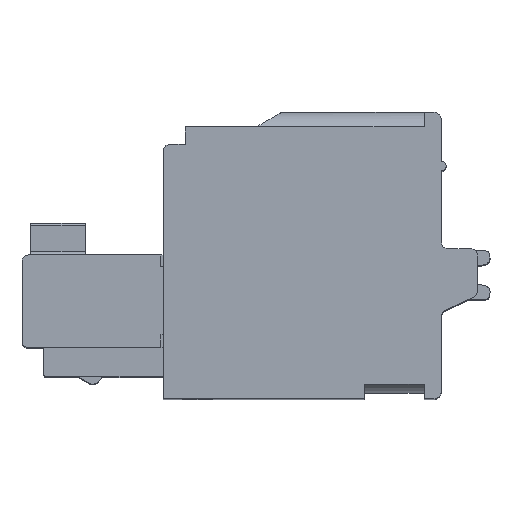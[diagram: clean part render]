
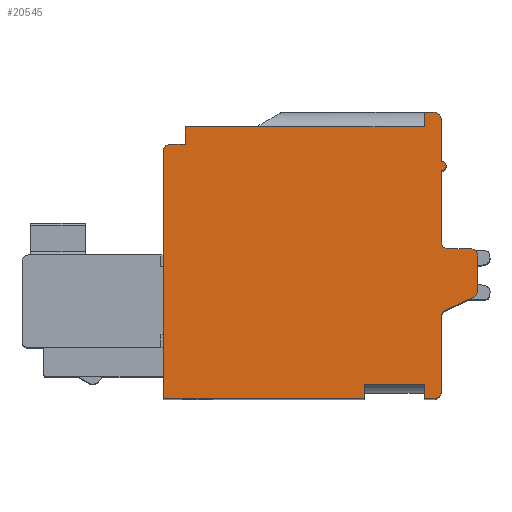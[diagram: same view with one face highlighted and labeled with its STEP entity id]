
A CAD part, top view. The second image highlights one B-rep face of the part: STEP entity #20545.
In plain terms, the highlighted planar face has unit normal (0, 0, 1).
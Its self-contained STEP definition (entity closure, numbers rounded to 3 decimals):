
#1089=DIRECTION('',(0.,-1.,0.));
#1090=VECTOR('',#1089,0.7);
#1091=CARTESIAN_POINT('',(-9.8,11.15,0.));
#1092=LINE('',#1091,#1090);
#1161=DIRECTION('',(-1.,0.,0.));
#1162=VECTOR('',#1161,9.8);
#1163=CARTESIAN_POINT('',(0.,11.15,0.));
#1164=LINE('',#1163,#1162);
#1735=CARTESIAN_POINT('',(0.7,9.55,0.));
#1736=DIRECTION('',(0.,0.,1.));
#1737=DIRECTION('',(0.,-1.,0.));
#1738=AXIS2_PLACEMENT_3D('',#1735,#1736,#1737);
#1817=DIRECTION('',(0.,1.,0.));
#1818=VECTOR('',#1817,2.9);
#1819=CARTESIAN_POINT('',(0.7,6.45,
0.));
#1820=LINE('',#1819,#1818);
#1997=DIRECTION('',(0.,1.,0.));
#1998=VECTOR('',#1997,3.059);
#1999=CARTESIAN_POINT('',(0.7,0.3,0.));
#2000=LINE('',#1999,#1998);
#3106=DIRECTION('',(0.,-1.,0.));
#3107=VECTOR('',#3106,0.6);
#3108=CARTESIAN_POINT('',(0.,0.6,0.));
#3109=LINE('',#3108,#3107);
#4947=DIRECTION('',(0.,1.,0.));
#4948=VECTOR('',#4947,10.15);
#4949=CARTESIAN_POINT('',(-10.7,0.,0.));
#4950=LINE('',#4949,#4948);
#4951=CARTESIAN_POINT('',(-10.4,10.15,0.));
#4952=DIRECTION('',(0.,0.,-1.));
#4953=DIRECTION('',(-1.,0.,0.));
#4954=AXIS2_PLACEMENT_3D('',#4951,#4952,#4953);
#4956=DIRECTION('',(1.,0.,0.));
#4957=VECTOR('',#4956,0.6);
#4958=CARTESIAN_POINT('',(-10.4,10.45,0.));
#4959=LINE('',#4958,#4957);
#4960=DIRECTION('',(1.,0.,0.));
#4961=VECTOR('',#4960,0.4);
#4962=CARTESIAN_POINT('',(0.,11.75,0.));
#4963=LINE('',#4962,#4961);
#4964=CARTESIAN_POINT('',(0.4,11.45,0.));
#4965=DIRECTION('',(0.,0.,-1.));
#4966=DIRECTION('',(0.,1.,0.));
#4967=AXIS2_PLACEMENT_3D('',#4964,#4965,#4966);
#4969=DIRECTION('',(0.,-1.,0.));
#4970=VECTOR('',#4969,1.7);
#4971=CARTESIAN_POINT('',(0.7,11.45,0.));
#4972=LINE('',#4971,#4970);
#4973=CARTESIAN_POINT('',(1.,6.45,0.));
#4974=DIRECTION('',(0.,0.,1.));
#4975=DIRECTION('',(-1.,0.,0.));
#4976=AXIS2_PLACEMENT_3D('',#4973,#4974,#4975);
#4978=DIRECTION('',(1.,0.,0.));
#4979=VECTOR('',#4978,0.9);
#4980=CARTESIAN_POINT('',(1.,6.15,0.));
#4981=LINE('',#4980,#4979);
#4982=CARTESIAN_POINT('',(1.9,5.85,0.));
#4983=DIRECTION('',(0.,0.,-1.));
#4984=DIRECTION('',(0.,1.,0.));
#4985=AXIS2_PLACEMENT_3D('',#4982,#4983,#4984);
#4987=DIRECTION('',(0.,-1.,0.));
#4988=VECTOR('',#4987,1.409);
#4989=CARTESIAN_POINT('',(2.2,5.85,0.));
#4990=LINE('',#4989,#4988);
#4991=CARTESIAN_POINT('',(1.9,4.441,0.));
#4992=DIRECTION('',(0.,0.,-1.));
#4993=DIRECTION('',(1.,0.,0.));
#4994=AXIS2_PLACEMENT_3D('',#4991,#4992,#4993);
#4996=DIRECTION('',(-0.906,-0.423,0.));
#4997=VECTOR('',#4996,1.273);
#4998=CARTESIAN_POINT('',(2.027,4.169,
0.));
#4999=LINE('',#4998,#4997);
#5000=CARTESIAN_POINT('',(1.,3.359,
0.));
#5001=DIRECTION('',(0.,0.,1.));
#5002=DIRECTION('',(-0.423,0.906,0.));
#5003=AXIS2_PLACEMENT_3D('',#5000,#5001,#5002);
#5005=CARTESIAN_POINT('',(0.4,0.3,0.));
#5006=DIRECTION('',(0.,0.,-1.));
#5007=DIRECTION('',(1.,0.,0.));
#5008=AXIS2_PLACEMENT_3D('',#5005,#5006,#5007);
#5010=DIRECTION('',(-1.,0.,0.));
#5011=VECTOR('',#5010,0.4);
#5012=CARTESIAN_POINT('',(0.4,0.,
0.));
#5013=LINE('',#5012,#5011);
#5014=DIRECTION('',(0.,-1.,0.));
#5015=VECTOR('',#5014,0.6);
#5016=CARTESIAN_POINT('',(-2.45,0.6,0.));
#5017=LINE('',#5016,#5015);
#5018=DIRECTION('',(-1.,0.,0.));
#5019=VECTOR('',#5018,8.25);
#5020=CARTESIAN_POINT('',(-2.45,0.,0.));
#5021=LINE('',#5020,#5019);
#5035=DIRECTION('',(0.,-1.,0.));
#5036=VECTOR('',#5035,0.6);
#5037=CARTESIAN_POINT('',(0.,11.75,0.));
#5038=LINE('',#5037,#5036);
#5373=DIRECTION('',(1.,0.,0.));
#5374=VECTOR('',#5373,2.45);
#5375=CARTESIAN_POINT('',(-2.45,0.6,0.));
#5376=LINE('',#5375,#5374);
#13479=CARTESIAN_POINT('',(-2.45,0.,0.));
#13480=CARTESIAN_POINT('',(-10.7,0.,0.));
#13481=VERTEX_POINT('',#13479);
#13482=VERTEX_POINT('',#13480);
#13535=CARTESIAN_POINT('',(-10.7,10.15,0.));
#13536=VERTEX_POINT('',#13535);
#13677=CARTESIAN_POINT('',(-9.8,11.15,0.));
#13678=CARTESIAN_POINT('',(-9.8,10.45,0.));
#13679=VERTEX_POINT('',#13677);
#13680=VERTEX_POINT('',#13678);
#13697=CARTESIAN_POINT('',(0.,11.15,0.));
#13698=VERTEX_POINT('',#13697);
#13717=CARTESIAN_POINT('',(0.,11.75,0.));
#13718=CARTESIAN_POINT('',(0.4,11.75,0.));
#13719=VERTEX_POINT('',#13717);
#13720=VERTEX_POINT('',#13718);
#13721=CARTESIAN_POINT('',(0.7,11.45,0.));
#13722=VERTEX_POINT('',#13721);
#13731=CARTESIAN_POINT('',(0.7,9.75,0.));
#13732=VERTEX_POINT('',#13731);
#13741=CARTESIAN_POINT('',(0.7,6.45,
0.));
#13742=VERTEX_POINT('',#13741);
#13743=CARTESIAN_POINT('',(0.7,9.35,0.));
#13744=VERTEX_POINT('',#13743);
#13759=CARTESIAN_POINT('',(0.7,0.3,0.));
#13760=CARTESIAN_POINT('',(0.7,3.359,
0.));
#13761=VERTEX_POINT('',#13759);
#13762=VERTEX_POINT('',#13760);
#13797=CARTESIAN_POINT('',(0.4,0.,0.));
#13798=VERTEX_POINT('',#13797);
#13799=CARTESIAN_POINT('',(0.,0.,
0.));
#13800=VERTEX_POINT('',#13799);
#13802=CARTESIAN_POINT('',(0.,0.6,0.));
#13804=VERTEX_POINT('',#13802);
#13809=CARTESIAN_POINT('',(-2.45,0.6,0.));
#13810=VERTEX_POINT('',#13809);
#13813=CARTESIAN_POINT('',(-10.4,10.45,0.));
#13814=VERTEX_POINT('',#13813);
#13815=CARTESIAN_POINT('',(1.,6.15,0.));
#13816=VERTEX_POINT('',#13815);
#13817=CARTESIAN_POINT('',(1.9,6.15,0.));
#13818=VERTEX_POINT('',#13817);
#13819=CARTESIAN_POINT('',(2.2,5.85,
0.));
#13820=VERTEX_POINT('',#13819);
#13821=CARTESIAN_POINT('',(2.2,4.441,0.));
#13822=VERTEX_POINT('',#13821);
#13823=CARTESIAN_POINT('',(2.027,4.169,
0.));
#13824=VERTEX_POINT('',#13823);
#13825=CARTESIAN_POINT('',(0.873,3.631,
0.));
#13826=VERTEX_POINT('',#13825);
#20503=CARTESIAN_POINT('',(-1.384,8.507,
0.));
#20504=DIRECTION('',(0.,0.,1.));
#20505=DIRECTION('',(1.,0.,0.));
#20506=AXIS2_PLACEMENT_3D('',#20503,#20504,#20505);
#20507=PLANE('',#20506);
#20508=ORIENTED_EDGE('',*,*,#19173,.T.);
#20510=ORIENTED_EDGE('',*,*,#20509,.T.);
#20511=ORIENTED_EDGE('',*,*,#20496,.T.);
#20512=ORIENTED_EDGE('',*,*,#15483,.F.);
#20513=ORIENTED_EDGE('',*,*,#15574,.F.);
#20515=ORIENTED_EDGE('',*,*,#20514,.F.);
#20516=ORIENTED_EDGE('',*,*,#16284,.T.);
#20517=ORIENTED_EDGE('',*,*,#16315,.T.);
#20518=ORIENTED_EDGE('',*,*,#16338,.T.);
#20519=ORIENTED_EDGE('',*,*,#16409,.F.);
#20520=ORIENTED_EDGE('',*,*,#16456,.F.);
#20522=ORIENTED_EDGE('',*,*,#20521,.T.);
#20524=ORIENTED_EDGE('',*,*,#20523,.T.);
#20526=ORIENTED_EDGE('',*,*,#20525,.T.);
#20528=ORIENTED_EDGE('',*,*,#20527,.T.);
#20530=ORIENTED_EDGE('',*,*,#20529,.T.);
#20532=ORIENTED_EDGE('',*,*,#20531,.T.);
#20534=ORIENTED_EDGE('',*,*,#20533,.T.);
#20535=ORIENTED_EDGE('',*,*,#16632,.F.);
#20536=ORIENTED_EDGE('',*,*,#17831,.T.);
#20537=ORIENTED_EDGE('',*,*,#17846,.T.);
#20538=ORIENTED_EDGE('',*,*,#17865,.F.);
#20540=ORIENTED_EDGE('',*,*,#20539,.F.);
#20541=ORIENTED_EDGE('',*,*,#17923,.T.);
#20542=ORIENTED_EDGE('',*,*,#17970,.T.);
#20543=EDGE_LOOP('',(#20508,#20510,#20511,#20512,#20513,#20515,#20516,#20517,
#20518,#20519,#20520,#20522,#20524,#20526,#20528,#20530,#20532,#20534,#20535,
#20536,#20537,#20538,#20540,#20541,#20542));
#20544=FACE_OUTER_BOUND('',#20543,.F.);
#1739=CIRCLE('',#1738,0.2);
#4955=CIRCLE('',#4954,0.3);
#4968=CIRCLE('',#4967,0.3);
#4977=CIRCLE('',#4976,0.3);
#4986=CIRCLE('',#4985,0.3);
#4995=CIRCLE('',#4994,0.3);
#5004=CIRCLE('',#5003,0.3);
#5009=CIRCLE('',#5008,0.3);
#15483=EDGE_CURVE('',#13679,#13680,#1092,.T.);
#15574=EDGE_CURVE('',#13698,#13679,#1164,.T.);
#16284=EDGE_CURVE('',#13719,#13720,#4963,.T.);
#16315=EDGE_CURVE('',#13720,#13722,#4968,.T.);
#16338=EDGE_CURVE('',#13722,#13732,#4972,.T.);
#16409=EDGE_CURVE('',#13744,#13732,#1739,.T.);
#16456=EDGE_CURVE('',#13742,#13744,#1820,.T.);
#16632=EDGE_CURVE('',#13761,#13762,#2000,.T.);
#17831=EDGE_CURVE('',#13761,#13798,#5009,.T.);
#17846=EDGE_CURVE('',#13798,#13800,#5013,.T.);
#17865=EDGE_CURVE('',#13804,#13800,#3109,.T.);
#17923=EDGE_CURVE('',#13810,#13481,#5017,.T.);
#17970=EDGE_CURVE('',#13481,#13482,#5021,.T.);
#19173=EDGE_CURVE('',#13482,#13536,#4950,.T.);
#20496=EDGE_CURVE('',#13814,#13680,#4959,.T.);
#20509=EDGE_CURVE('',#13536,#13814,#4955,.T.);
#20514=EDGE_CURVE('',#13719,#13698,#5038,.T.);
#20521=EDGE_CURVE('',#13742,#13816,#4977,.T.);
#20523=EDGE_CURVE('',#13816,#13818,#4981,.T.);
#20525=EDGE_CURVE('',#13818,#13820,#4986,.T.);
#20527=EDGE_CURVE('',#13820,#13822,#4990,.T.);
#20529=EDGE_CURVE('',#13822,#13824,#4995,.T.);
#20531=EDGE_CURVE('',#13824,#13826,#4999,.T.);
#20533=EDGE_CURVE('',#13826,#13762,#5004,.T.);
#20539=EDGE_CURVE('',#13810,#13804,#5376,.T.);
#20545=ADVANCED_FACE('',(#20544),#20507,.T.);
